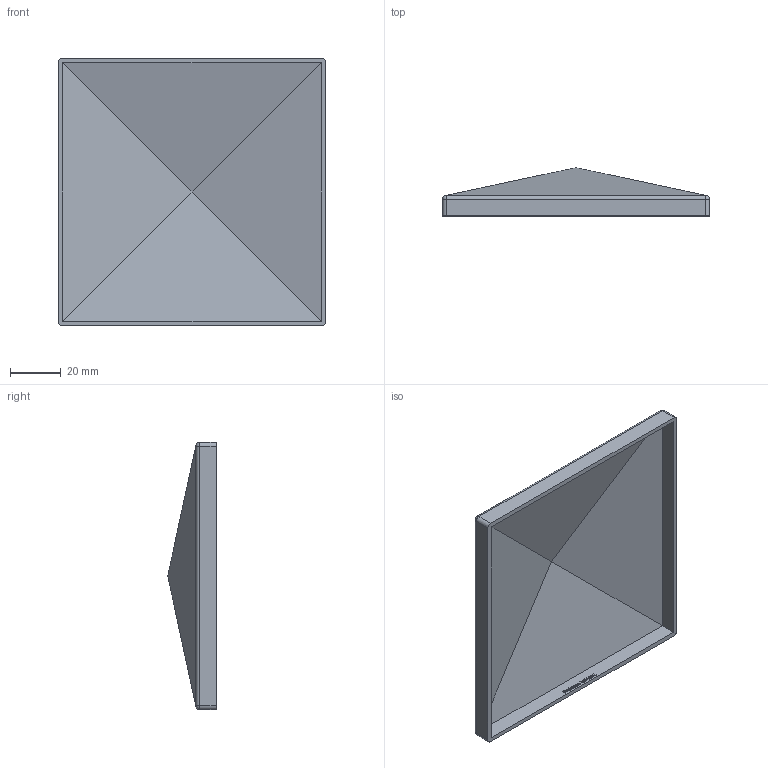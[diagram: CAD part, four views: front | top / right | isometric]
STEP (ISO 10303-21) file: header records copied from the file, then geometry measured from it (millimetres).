
FILE_DESCRIPTION (( 'STEP AP203' ), '1' );
FILE_NAME ('165-100-Z.step', '2021-06-04T11:33:37', ( '' ), ( '' ), 'SwSTEP 2.0', 'SolidWorks 2018', '' );
FILE_SCHEMA (( 'CONFIG_CONTROL_DESIGN' ));
Length unit declared in the file: millimetre
Products named in the file (2): 165-100-Z
Bounding box: 105 x 19 x 105 mm (x, y, z)
Volume: 24669.9 mm3; surface area: 28139.3 mm2
Topology: 1 solids, 1 shells, 234 faces, 598 edges, 386 vertices
Faces by surface type: plane 131, bspline 83, cylinder 12, sphere 8
Entity records: 11759 total; most frequent: CARTESIAN_POINT 6515, ORIENTED_EDGE 1188, DIRECTION 762, EDGE_CURVE 594, VECTOR 400, LINE 400, VERTEX_POINT 386, EDGE_LOOP 258
